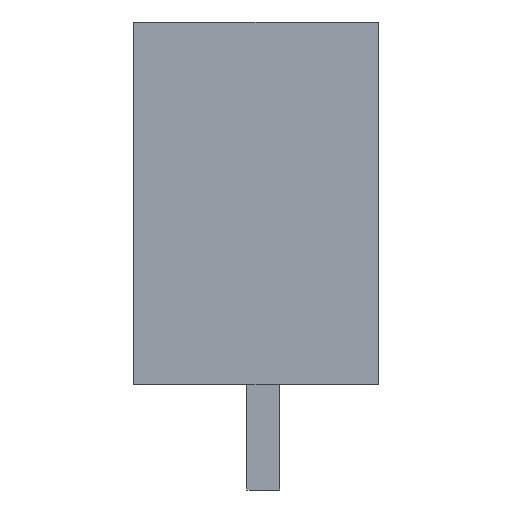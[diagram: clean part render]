
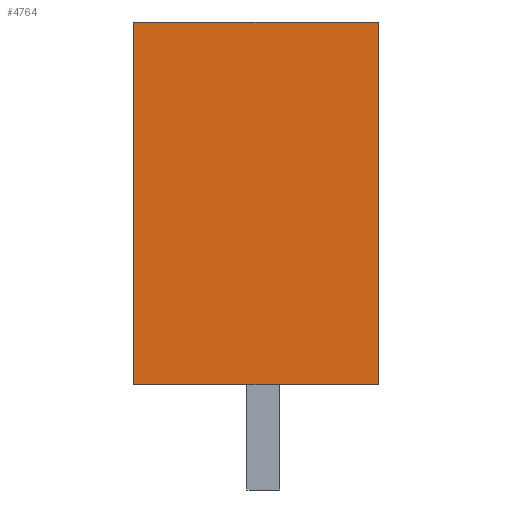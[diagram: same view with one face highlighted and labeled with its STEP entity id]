
A CAD part, left-side view. The second image highlights one B-rep face of the part: STEP entity #4764.
In plain terms, the highlighted planar face has unit normal (-1, 0, 0).
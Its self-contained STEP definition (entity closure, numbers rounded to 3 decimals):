
#4744=AXIS2_PLACEMENT_3D('Plane Axis2P3D',#4741,#4742,#4743) ;
#276=CARTESIAN_POINT('Vertex',(0.,7.45,3.2)) ;
#279=CARTESIAN_POINT('Line Origine',(0.,7.45,8.725)) ;
#283=CARTESIAN_POINT('Vertex',(0.,7.45,14.25)) ;
#4725=CARTESIAN_POINT('Vertex',(0.,0.,3.2)) ;
#4728=CARTESIAN_POINT('Line Origine',(0.,3.725,3.2)) ;
#4741=CARTESIAN_POINT('Axis2P3D Location',(0.,7.45,1.8)) ;
#4746=CARTESIAN_POINT('Line Origine',(0.,0.,8.725)) ;
#4750=CARTESIAN_POINT('Vertex',(0.,0.,14.25)) ;
#4753=CARTESIAN_POINT('Line Origine',(0.,3.725,14.25)) ;
#280=DIRECTION('Vector Direction',(0.,0.,1.)) ;
#4729=DIRECTION('Vector Direction',(0.,1.,0.)) ;
#4742=DIRECTION('Axis2P3D Direction',(1.,0.,0.)) ;
#4743=DIRECTION('Axis2P3D XDirection',(0.,0.,-1.)) ;
#4747=DIRECTION('Vector Direction',(0.,0.,-1.)) ;
#4754=DIRECTION('Vector Direction',(0.,-1.,0.)) ;
#281=VECTOR('Line Direction',#280,1.) ;
#4730=VECTOR('Line Direction',#4729,1.) ;
#4748=VECTOR('Line Direction',#4747,1.) ;
#4755=VECTOR('Line Direction',#4754,1.) ;
#4759=ORIENTED_EDGE('',*,*,#4732,.F.) ;
#4760=ORIENTED_EDGE('',*,*,#4752,.F.) ;
#4761=ORIENTED_EDGE('',*,*,#4757,.F.) ;
#4762=ORIENTED_EDGE('',*,*,#285,.F.) ;
#4764=ADVANCED_FACE('HOUSING',(#4763),#4745,.F.) ;
#285=EDGE_CURVE('',#277,#284,#282,.T.) ;
#4732=EDGE_CURVE('',#4726,#277,#4731,.T.) ;
#4752=EDGE_CURVE('',#4751,#4726,#4749,.T.) ;
#4757=EDGE_CURVE('',#284,#4751,#4756,.T.) ;
#4758=EDGE_LOOP('',(#4759,#4760,#4761,#4762)) ;
#4763=FACE_OUTER_BOUND('',#4758,.T.) ;
#282=LINE('Line',#279,#281) ;
#4731=LINE('Line',#4728,#4730) ;
#4749=LINE('Line',#4746,#4748) ;
#4756=LINE('Line',#4753,#4755) ;
#4745=PLANE('',#4744) ;
#277=VERTEX_POINT('',#276) ;
#284=VERTEX_POINT('',#283) ;
#4726=VERTEX_POINT('',#4725) ;
#4751=VERTEX_POINT('',#4750) ;
